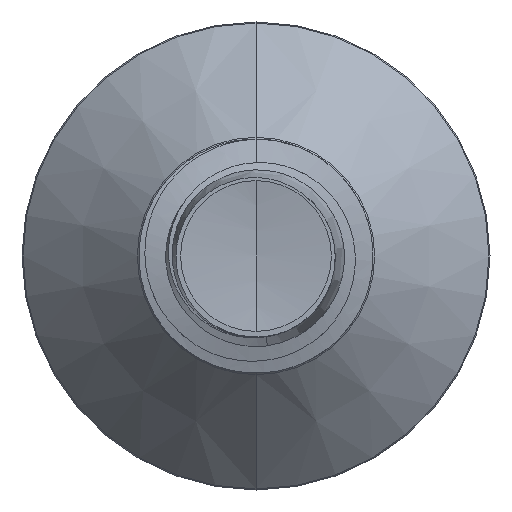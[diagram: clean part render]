
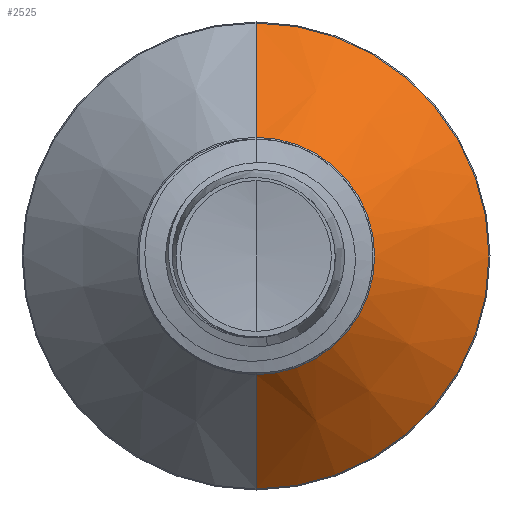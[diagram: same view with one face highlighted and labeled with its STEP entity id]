
A CAD part, front view. The second image highlights one B-rep face of the part: STEP entity #2525.
In plain terms, the highlighted conical face has half-angle 45 degrees and reference radius 1.522 mm.
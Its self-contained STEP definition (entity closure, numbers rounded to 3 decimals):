
#20 = DIRECTION ( 'NONE',  ( 0., 1., 0. ) ) ;
#433 = LINE ( 'NONE', #5421, #8564 ) ;
#718 = EDGE_CURVE ( 'NONE', #4648, #7899, #7651, .T. ) ;
#891 = ORIENTED_EDGE ( 'NONE', *, *, #718, .T. ) ;
#938 = ORIENTED_EDGE ( 'NONE', *, *, #1695, .T. ) ;
#987 = ORIENTED_EDGE ( 'NONE', *, *, #2999, .F. ) ;
#1091 = DIRECTION ( 'NONE',  ( 0., 0.707, -0.707 ) ) ;
#1249 = CARTESIAN_POINT ( 'NONE',  ( 0., 3.937, 0. ) ) ;
#1500 = VERTEX_POINT ( 'NONE', #5152 ) ;
#1537 = LINE ( 'NONE', #8638, #7572 ) ;
#1695 = EDGE_CURVE ( 'NONE', #7899, #6124, #433, .T. ) ;
#2163 = DIRECTION ( 'NONE',  ( 0., 0., 1. ) ) ;
#2525 = ADVANCED_FACE ( 'NONE', ( #5501 ), #8328, .T. ) ;
#2999 = EDGE_CURVE ( 'NONE', #1500, #6124, #5709, .T. ) ;
#3138 = EDGE_CURVE ( 'NONE', #4648, #1500, #1537, .T. ) ;
#3825 = DIRECTION ( 'NONE',  ( 0., 0.707, 0.707 ) ) ;
#4048 = ORIENTED_EDGE ( 'NONE', *, *, #3138, .F. ) ;
#4648 = VERTEX_POINT ( 'NONE', #4811 ) ;
#4753 = AXIS2_PLACEMENT_3D ( 'NONE', #9882, #7540, #9007 ) ;
#4811 = CARTESIAN_POINT ( 'NONE',  ( 0., 2.472, 1.522 ) ) ;
#5152 = CARTESIAN_POINT ( 'NONE',  ( 0., 3.937, 2.987 ) ) ;
#5185 = CARTESIAN_POINT ( 'NONE',  ( 0., 2.472, 0. ) ) ;
#5421 = CARTESIAN_POINT ( 'NONE',  ( 0., 2.472, -1.522 ) ) ;
#5501 = FACE_OUTER_BOUND ( 'NONE', #5610, .T. ) ;
#5610 = EDGE_LOOP ( 'NONE', ( #891, #938, #987, #4048 ) ) ;
#5709 = CIRCLE ( 'NONE', #10020, 2.987 ) ;
#5992 = DIRECTION ( 'NONE',  ( 0., 0., 1. ) ) ;
#6124 = VERTEX_POINT ( 'NONE', #6752 ) ;
#6752 = CARTESIAN_POINT ( 'NONE',  ( 0., 3.937, -2.987 ) ) ;
#7060 = DIRECTION ( 'NONE',  ( 0., 1., 0. ) ) ;
#7409 = CARTESIAN_POINT ( 'NONE',  ( 0., 2.472, -1.522 ) ) ;
#7540 = DIRECTION ( 'NONE',  ( 0., 1., 0. ) ) ;
#7572 = VECTOR ( 'NONE', #3825, 1000. ) ;
#7651 = CIRCLE ( 'NONE', #10589, 1.522 ) ;
#7899 = VERTEX_POINT ( 'NONE', #7409 ) ;
#8328 = CONICAL_SURFACE ( 'NONE', #4753, 1.522, 0.785 ) ;
#8564 = VECTOR ( 'NONE', #1091, 1000. ) ;
#8638 = CARTESIAN_POINT ( 'NONE',  ( 0., 2.472, 1.522 ) ) ;
#9007 = DIRECTION ( 'NONE',  ( 0., 0., 1. ) ) ;
#9882 = CARTESIAN_POINT ( 'NONE',  ( 0., 2.472, 0. ) ) ;
#10020 = AXIS2_PLACEMENT_3D ( 'NONE', #1249, #7060, #2163 ) ;
#10589 = AXIS2_PLACEMENT_3D ( 'NONE', #5185, #20, #5992 ) ;
